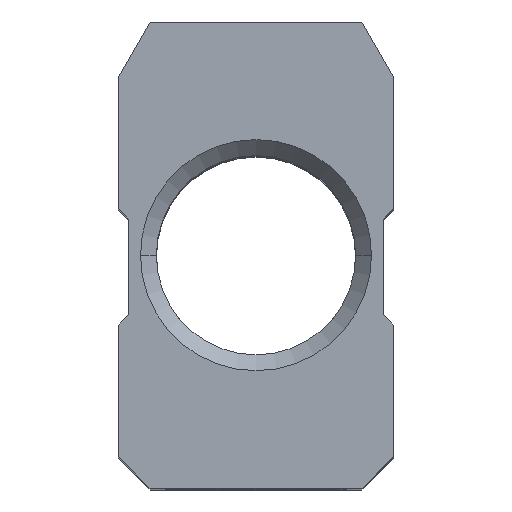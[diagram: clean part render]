
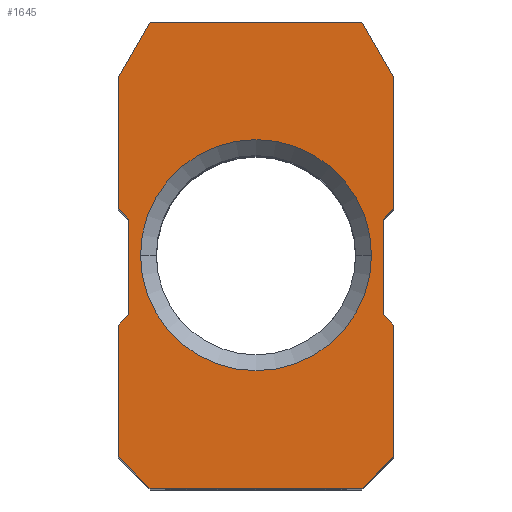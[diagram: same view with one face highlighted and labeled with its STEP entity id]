
A CAD part, top view. The second image highlights one B-rep face of the part: STEP entity #1645.
In plain terms, the highlighted planar face has unit normal (0, 0, 1).
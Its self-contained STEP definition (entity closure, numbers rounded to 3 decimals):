
#8 = LINE ( 'NONE', #475, #1792 ) ;
#68 = CARTESIAN_POINT ( 'NONE',  ( -13., 26.402, 0. ) ) ;
#95 = CARTESIAN_POINT ( 'NONE',  ( 12., 16.402, 0. ) ) ;
#98 = VERTEX_POINT ( 'NONE', #202 ) ;
#108 = VECTOR ( 'NONE', #271, 1000. ) ;
#113 = CARTESIAN_POINT ( 'NONE',  ( 13., 26.402, 0. ) ) ;
#115 = ORIENTED_EDGE ( 'NONE', *, *, #1697, .T. ) ;
#126 = DIRECTION ( 'NONE',  ( -0.5, -0.866, 0. ) ) ;
#144 = EDGE_CURVE ( 'NONE', #1561, #1995, #1474, .T. ) ;
#202 = CARTESIAN_POINT ( 'NONE',  ( -13., 38.804, 0. ) ) ;
#211 = DIRECTION ( 'NONE',  ( 1., 0., 0. ) ) ;
#224 = AXIS2_PLACEMENT_3D ( 'NONE', #1303, #232, #1489 ) ;
#225 = CARTESIAN_POINT ( 'NONE',  ( -10., 0., 0. ) ) ;
#232 = DIRECTION ( 'NONE',  ( 0., 0., -1. ) ) ;
#235 = DIRECTION ( 'NONE',  ( 0.707, 0.707, 0. ) ) ;
#249 = EDGE_CURVE ( 'NONE', #334, #730, #2028, .T. ) ;
#254 = EDGE_CURVE ( 'NONE', #98, #2158, #1112, .T. ) ;
#271 = DIRECTION ( 'NONE',  ( 0.707, 0.707, 0. ) ) ;
#286 = CARTESIAN_POINT ( 'NONE',  ( -10., 44., 0. ) ) ;
#298 = CARTESIAN_POINT ( 'NONE',  ( 10., 44., 0. ) ) ;
#304 = VECTOR ( 'NONE', #2306, 1000. ) ;
#310 = LINE ( 'NONE', #1632, #718 ) ;
#332 = VERTEX_POINT ( 'NONE', #784 ) ;
#334 = VERTEX_POINT ( 'NONE', #1877 ) ;
#384 = ORIENTED_EDGE ( 'NONE', *, *, #1991, .T. ) ;
#406 = VECTOR ( 'NONE', #1188, 1000. ) ;
#407 = ORIENTED_EDGE ( 'NONE', *, *, #667, .T. ) ;
#408 = LINE ( 'NONE', #1851, #2199 ) ;
#410 = CARTESIAN_POINT ( 'NONE',  ( 13., 38.804, 0. ) ) ;
#422 = AXIS2_PLACEMENT_3D ( 'NONE', #2179, #1278, #211 ) ;
#426 = EDGE_CURVE ( 'NONE', #779, #2037, #931, .T. ) ;
#455 = EDGE_CURVE ( 'NONE', #646, #1421, #8, .T. ) ;
#456 = ORIENTED_EDGE ( 'NONE', *, *, #1201, .T. ) ;
#459 = LINE ( 'NONE', #2077, #1834 ) ;
#468 = VECTOR ( 'NONE', #126, 1000. ) ;
#475 = CARTESIAN_POINT ( 'NONE',  ( -12., 16.402, 0. ) ) ;
#515 = DIRECTION ( 'NONE',  ( 0., 0., -1. ) ) ;
#523 = VERTEX_POINT ( 'NONE', #298 ) ;
#532 = VERTEX_POINT ( 'NONE', #1002 ) ;
#575 = LINE ( 'NONE', #2054, #108 ) ;
#587 = ORIENTED_EDGE ( 'NONE', *, *, #249, .T. ) ;
#615 = AXIS2_PLACEMENT_3D ( 'NONE', #1586, #515, #1767 ) ;
#623 = FACE_BOUND ( 'NONE', #750, .T. ) ;
#624 = DIRECTION ( 'NONE',  ( -0.707, -0.707, 0. ) ) ;
#631 = DIRECTION ( 'NONE',  ( 0., 1., 0. ) ) ;
#646 = VERTEX_POINT ( 'NONE', #1695 ) ;
#650 = VECTOR ( 'NONE', #2022, 1000. ) ;
#660 = VERTEX_POINT ( 'NONE', #1144 ) ;
#667 = EDGE_CURVE ( 'NONE', #660, #779, #575, .T. ) ;
#711 = ORIENTED_EDGE ( 'NONE', *, *, #455, .T. ) ;
#714 = LINE ( 'NONE', #2298, #304 ) ;
#718 = VECTOR ( 'NONE', #2170, 1000. ) ;
#727 = VERTEX_POINT ( 'NONE', #113 ) ;
#730 = VERTEX_POINT ( 'NONE', #1542 ) ;
#731 = VECTOR ( 'NONE', #1660, 1000. ) ;
#750 = EDGE_LOOP ( 'NONE', ( #1849, #587 ) ) ;
#767 = ORIENTED_EDGE ( 'NONE', *, *, #2084, .T. ) ;
#778 = EDGE_CURVE ( 'NONE', #2093, #98, #1838, .T. ) ;
#779 = VERTEX_POINT ( 'NONE', #999 ) ;
#784 = CARTESIAN_POINT ( 'NONE',  ( 12., 25.402, 0. ) ) ;
#819 = ORIENTED_EDGE ( 'NONE', *, *, #2136, .T. ) ;
#841 = CARTESIAN_POINT ( 'NONE',  ( 13., 26.402, 0. ) ) ;
#852 = ORIENTED_EDGE ( 'NONE', *, *, #778, .T. ) ;
#887 = EDGE_LOOP ( 'NONE', ( #852, #1968, #1887, #711, #1848, #1806, #2070, #1866, #407, #1018, #819, #767, #1977, #384, #115, #456 ) ) ;
#902 = LINE ( 'NONE', #841, #2225 ) ;
#931 = LINE ( 'NONE', #1147, #1479 ) ;
#976 = DIRECTION ( 'NONE',  ( 0., 1., 0. ) ) ;
#979 = VECTOR ( 'NONE', #1642, 1000. ) ;
#990 = DIRECTION ( 'NONE',  ( -0.707, 0.707, 0. ) ) ;
#999 = CARTESIAN_POINT ( 'NONE',  ( 13., 3., 0. ) ) ;
#1002 = CARTESIAN_POINT ( 'NONE',  ( 13., 38.804, 0. ) ) ;
#1018 = ORIENTED_EDGE ( 'NONE', *, *, #426, .T. ) ;
#1037 = EDGE_CURVE ( 'NONE', #1995, #1727, #1703, .T. ) ;
#1077 = CARTESIAN_POINT ( 'NONE',  ( -12., 16.402, 0. ) ) ;
#1112 = LINE ( 'NONE', #68, #650 ) ;
#1144 = CARTESIAN_POINT ( 'NONE',  ( 10., 0., 0. ) ) ;
#1147 = CARTESIAN_POINT ( 'NONE',  ( 13., 3., 0. ) ) ;
#1156 = EDGE_CURVE ( 'NONE', #730, #334, #2095, .T. ) ;
#1160 = CARTESIAN_POINT ( 'NONE',  ( 12., 16.402, 0. ) ) ;
#1177 = CARTESIAN_POINT ( 'NONE',  ( -13., 38.804, 0. ) ) ;
#1188 = DIRECTION ( 'NONE',  ( 1., 0., 0. ) ) ;
#1201 = EDGE_CURVE ( 'NONE', #523, #2093, #714, .T. ) ;
#1218 = VECTOR ( 'NONE', #1325, 1000. ) ;
#1265 = LINE ( 'NONE', #1526, #1640 ) ;
#1278 = DIRECTION ( 'NONE',  ( 0., 0., 1. ) ) ;
#1303 = CARTESIAN_POINT ( 'NONE',  ( 0., 22., 0. ) ) ;
#1325 = DIRECTION ( 'NONE',  ( 0.707, -0.707, 0. ) ) ;
#1393 = EDGE_CURVE ( 'NONE', #2158, #646, #310, .T. ) ;
#1417 = CARTESIAN_POINT ( 'NONE',  ( -13., 15.402, 0. ) ) ;
#1421 = VERTEX_POINT ( 'NONE', #1077 ) ;
#1460 = CARTESIAN_POINT ( 'NONE',  ( -13., 3., 0. ) ) ;
#1468 = LINE ( 'NONE', #1160, #1948 ) ;
#1474 = LINE ( 'NONE', #1460, #979 ) ;
#1479 = VECTOR ( 'NONE', #976, 1000. ) ;
#1489 = DIRECTION ( 'NONE',  ( 1., 0., 0. ) ) ;
#1519 = CARTESIAN_POINT ( 'NONE',  ( 13., 15.402, 0. ) ) ;
#1526 = CARTESIAN_POINT ( 'NONE',  ( -13., 15.402, 0. ) ) ;
#1530 = LINE ( 'NONE', #410, #731 ) ;
#1542 = CARTESIAN_POINT ( 'NONE',  ( 10.9, 22., 0. ) ) ;
#1561 = VERTEX_POINT ( 'NONE', #1417 ) ;
#1586 = CARTESIAN_POINT ( 'NONE',  ( 0., 22., 0. ) ) ;
#1604 = PLANE ( 'NONE',  #422 ) ;
#1632 = CARTESIAN_POINT ( 'NONE',  ( -12., 25.402, 0. ) ) ;
#1640 = VECTOR ( 'NONE', #624, 1000. ) ;
#1642 = DIRECTION ( 'NONE',  ( 0., -1., 0. ) ) ;
#1645 = ADVANCED_FACE ( 'NONE', ( #623, #2006 ), #1604, .T. ) ;
#1660 = DIRECTION ( 'NONE',  ( -0.5, 0.866, 0. ) ) ;
#1695 = CARTESIAN_POINT ( 'NONE',  ( -12., 25.402, 0. ) ) ;
#1697 = EDGE_CURVE ( 'NONE', #532, #523, #1530, .T. ) ;
#1703 = LINE ( 'NONE', #2048, #1218 ) ;
#1716 = CARTESIAN_POINT ( 'NONE',  ( -13., 26.402, 0. ) ) ;
#1723 = DIRECTION ( 'NONE',  ( 0., -1., 0. ) ) ;
#1727 = VERTEX_POINT ( 'NONE', #225 ) ;
#1767 = DIRECTION ( 'NONE',  ( 1., 0., 0. ) ) ;
#1780 = LINE ( 'NONE', #2270, #406 ) ;
#1792 = VECTOR ( 'NONE', #1723, 1000. ) ;
#1802 = EDGE_CURVE ( 'NONE', #332, #727, #408, .T. ) ;
#1806 = ORIENTED_EDGE ( 'NONE', *, *, #144, .T. ) ;
#1834 = VECTOR ( 'NONE', #990, 1000. ) ;
#1838 = LINE ( 'NONE', #1177, #468 ) ;
#1848 = ORIENTED_EDGE ( 'NONE', *, *, #2059, .T. ) ;
#1849 = ORIENTED_EDGE ( 'NONE', *, *, #1156, .T. ) ;
#1851 = CARTESIAN_POINT ( 'NONE',  ( 12., 25.402, 0. ) ) ;
#1866 = ORIENTED_EDGE ( 'NONE', *, *, #2208, .T. ) ;
#1877 = CARTESIAN_POINT ( 'NONE',  ( -10.9, 22., 0. ) ) ;
#1887 = ORIENTED_EDGE ( 'NONE', *, *, #1393, .T. ) ;
#1889 = VERTEX_POINT ( 'NONE', #95 ) ;
#1894 = CARTESIAN_POINT ( 'NONE',  ( -13., 3., 0. ) ) ;
#1948 = VECTOR ( 'NONE', #631, 1000. ) ;
#1968 = ORIENTED_EDGE ( 'NONE', *, *, #254, .T. ) ;
#1977 = ORIENTED_EDGE ( 'NONE', *, *, #1802, .T. ) ;
#1991 = EDGE_CURVE ( 'NONE', #727, #532, #902, .T. ) ;
#1995 = VERTEX_POINT ( 'NONE', #1894 ) ;
#2006 = FACE_OUTER_BOUND ( 'NONE', #887, .T. ) ;
#2022 = DIRECTION ( 'NONE',  ( 0., -1., 0. ) ) ;
#2028 = CIRCLE ( 'NONE', #224, 10.9 ) ;
#2037 = VERTEX_POINT ( 'NONE', #1519 ) ;
#2048 = CARTESIAN_POINT ( 'NONE',  ( -10., 0., 0. ) ) ;
#2054 = CARTESIAN_POINT ( 'NONE',  ( 10., 0., 0. ) ) ;
#2059 = EDGE_CURVE ( 'NONE', #1421, #1561, #1265, .T. ) ;
#2070 = ORIENTED_EDGE ( 'NONE', *, *, #1037, .T. ) ;
#2077 = CARTESIAN_POINT ( 'NONE',  ( 13., 15.402, 0. ) ) ;
#2084 = EDGE_CURVE ( 'NONE', #1889, #332, #1468, .T. ) ;
#2093 = VERTEX_POINT ( 'NONE', #286 ) ;
#2095 = CIRCLE ( 'NONE', #615, 10.9 ) ;
#2106 = DIRECTION ( 'NONE',  ( 0., 1., 0. ) ) ;
#2136 = EDGE_CURVE ( 'NONE', #2037, #1889, #459, .T. ) ;
#2158 = VERTEX_POINT ( 'NONE', #1716 ) ;
#2170 = DIRECTION ( 'NONE',  ( 0.707, -0.707, 0. ) ) ;
#2179 = CARTESIAN_POINT ( 'NONE',  ( -17.539, 30.941, 0. ) ) ;
#2199 = VECTOR ( 'NONE', #235, 1000. ) ;
#2208 = EDGE_CURVE ( 'NONE', #1727, #660, #1780, .T. ) ;
#2225 = VECTOR ( 'NONE', #2106, 1000. ) ;
#2270 = CARTESIAN_POINT ( 'NONE',  ( -10., 0., 0. ) ) ;
#2298 = CARTESIAN_POINT ( 'NONE',  ( 10., 44., 0. ) ) ;
#2306 = DIRECTION ( 'NONE',  ( -1., 0., 0. ) ) ;
